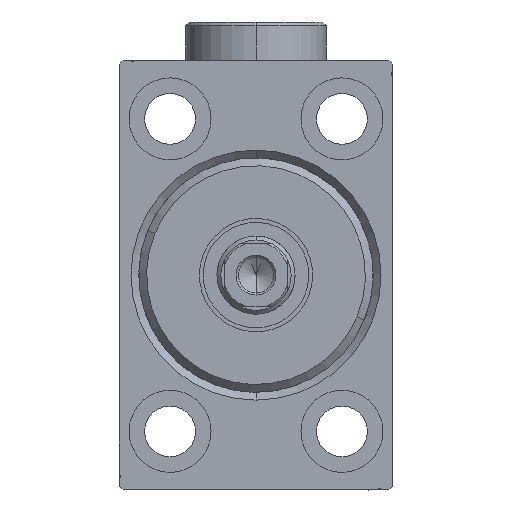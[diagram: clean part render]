
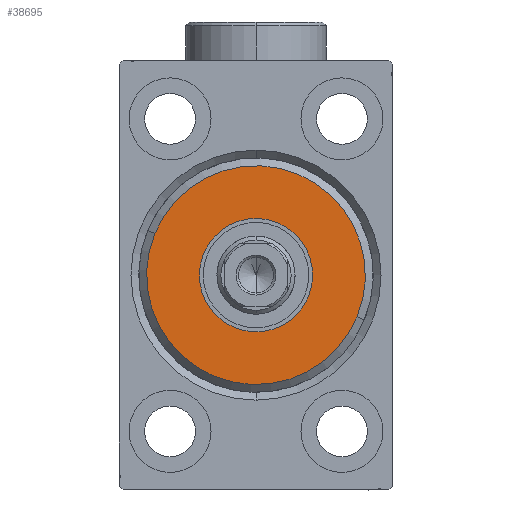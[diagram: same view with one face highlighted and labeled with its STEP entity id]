
A CAD part, left-side view. The second image highlights one B-rep face of the part: STEP entity #38695.
In plain terms, the highlighted face is planar.
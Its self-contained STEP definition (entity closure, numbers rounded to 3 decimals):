
#615 = CARTESIAN_POINT ( 'NONE',  ( 3., 0., 0. ) ) ;
#754 = VERTEX_POINT ( 'NONE', #14802 ) ;
#850 = EDGE_CURVE ( 'NONE', #1125, #754, #10790, .T. ) ;
#1125 = VERTEX_POINT ( 'NONE', #38786 ) ;
#1963 = DIRECTION ( 'NONE',  ( 0., 0., -1. ) ) ;
#2707 = ORIENTED_EDGE ( 'NONE', *, *, #42911, .F. ) ;
#5780 = ORIENTED_EDGE ( 'NONE', *, *, #20059, .T. ) ;
#7626 = CARTESIAN_POINT ( 'NONE',  ( 3., 0., 7.25 ) ) ;
#7946 = CARTESIAN_POINT ( 'NONE',  ( 3., 0., 0. ) ) ;
#8039 = FACE_OUTER_BOUND ( 'NONE', #27778, .T. ) ;
#8406 = DIRECTION ( 'NONE',  ( 0., 0., -1. ) ) ;
#10676 = DIRECTION ( 'NONE',  ( 1., 0., 0. ) ) ;
#10790 = CIRCLE ( 'NONE', #29736, 14. ) ;
#11133 = DIRECTION ( 'NONE',  ( 0., 0., -1. ) ) ;
#11474 = VERTEX_POINT ( 'NONE', #7626 ) ;
#13362 = ORIENTED_EDGE ( 'NONE', *, *, #850, .T. ) ;
#14532 = DIRECTION ( 'NONE',  ( 1., 0., 0. ) ) ;
#14802 = CARTESIAN_POINT ( 'NONE',  ( 3., 0., 14. ) ) ;
#16237 = AXIS2_PLACEMENT_3D ( 'NONE', #23196, #33295, #1963 ) ;
#18311 = CARTESIAN_POINT ( 'NONE',  ( 3., 0., 0. ) ) ;
#19800 = AXIS2_PLACEMENT_3D ( 'NONE', #18311, #36171, #32279 ) ;
#19903 = AXIS2_PLACEMENT_3D ( 'NONE', #25061, #14532, #24584 ) ;
#20059 = EDGE_CURVE ( 'NONE', #754, #1125, #38934, .T. ) ;
#23196 = CARTESIAN_POINT ( 'NONE',  ( 3., 0., 0. ) ) ;
#23366 = AXIS2_PLACEMENT_3D ( 'NONE', #615, #10676, #11133 ) ;
#24584 = DIRECTION ( 'NONE',  ( 0., 0., -1. ) ) ;
#24671 = EDGE_LOOP ( 'NONE', ( #25812, #2707 ) ) ;
#24843 = CIRCLE ( 'NONE', #23366, 7.25 ) ;
#25061 = CARTESIAN_POINT ( 'NONE',  ( 3., 0., 0. ) ) ;
#25812 = ORIENTED_EDGE ( 'NONE', *, *, #35889, .F. ) ;
#26204 = DIRECTION ( 'NONE',  ( 1., 0., 0. ) ) ;
#27778 = EDGE_LOOP ( 'NONE', ( #5780, #13362 ) ) ;
#29736 = AXIS2_PLACEMENT_3D ( 'NONE', #7946, #26204, #8406 ) ;
#32279 = DIRECTION ( 'NONE',  ( 0., 0., -1. ) ) ;
#32948 = FACE_BOUND ( 'NONE', #24671, .T. ) ;
#33295 = DIRECTION ( 'NONE',  ( 1., 0., 0. ) ) ;
#33339 = VERTEX_POINT ( 'NONE', #39501 ) ;
#33796 = CIRCLE ( 'NONE', #19903, 7.25 ) ;
#35889 = EDGE_CURVE ( 'NONE', #33339, #11474, #24843, .T. ) ;
#35947 = PLANE ( 'NONE',  #19800 ) ;
#36171 = DIRECTION ( 'NONE',  ( 1., 0., 0. ) ) ;
#38695 = ADVANCED_FACE ( 'NONE', ( #8039, #32948 ), #35947, .T. ) ;
#38786 = CARTESIAN_POINT ( 'NONE',  ( 3., 0., -14. ) ) ;
#38934 = CIRCLE ( 'NONE', #16237, 14. ) ;
#39501 = CARTESIAN_POINT ( 'NONE',  ( 3., 0., -7.25 ) ) ;
#42911 = EDGE_CURVE ( 'NONE', #11474, #33339, #33796, .T. ) ;
